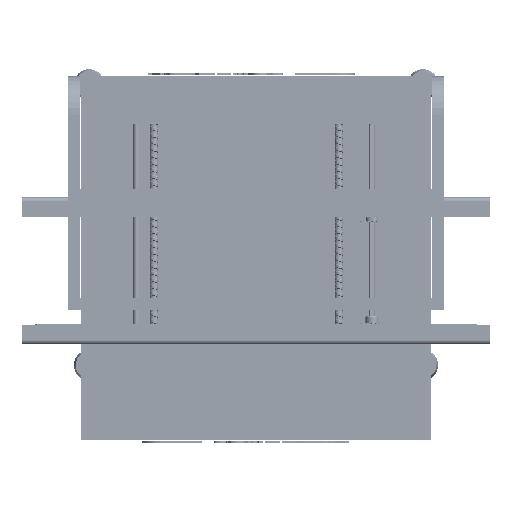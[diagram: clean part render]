
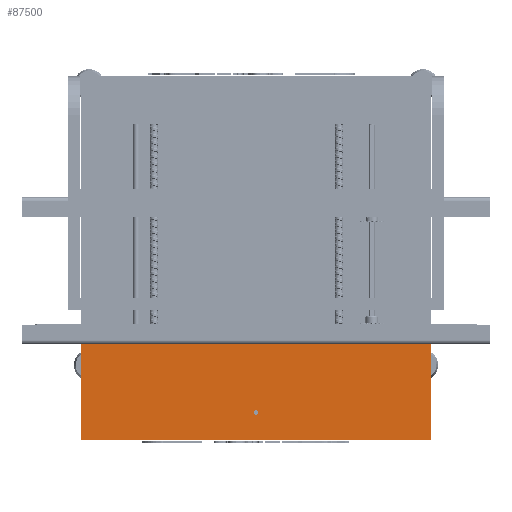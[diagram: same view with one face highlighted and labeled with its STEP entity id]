
A CAD part, front view. The second image highlights one B-rep face of the part: STEP entity #87500.
In plain terms, the highlighted face is planar.
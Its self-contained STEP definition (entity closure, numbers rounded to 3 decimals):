
#1100 = EDGE_CURVE ( 'NONE', #14775, #92949, #17925, .T. ) ;
#8628 = VECTOR ( 'NONE', #29997, 1000. ) ;
#9087 = ORIENTED_EDGE ( 'NONE', *, *, #136435, .T. ) ;
#10524 = LINE ( 'NONE', #119180, #8628 ) ;
#13184 = VERTEX_POINT ( 'NONE', #40318 ) ;
#14775 = VERTEX_POINT ( 'NONE', #26316 ) ;
#17723 = VECTOR ( 'NONE', #47482, 1000. ) ;
#17925 = CIRCLE ( 'NONE', #135094, 6. ) ;
#26316 = CARTESIAN_POINT ( 'NONE',  ( 176., 188., 442. ) ) ;
#29997 = DIRECTION ( 'NONE',  ( 0., 0., -1. ) ) ;
#33784 = DIRECTION ( 'NONE',  ( 1., 0., 0. ) ) ;
#34508 = FACE_OUTER_BOUND ( 'NONE', #50331, .T. ) ;
#34818 = CARTESIAN_POINT ( 'NONE',  ( 0., 188., 0. ) ) ;
#35768 = CARTESIAN_POINT ( 'NONE',  ( 176., 188., 454. ) ) ;
#35823 = CARTESIAN_POINT ( 'NONE',  ( 176., 188., 448. ) ) ;
#37403 = LINE ( 'NONE', #133808, #48954 ) ;
#40318 = CARTESIAN_POINT ( 'NONE',  ( 246., 188., 0. ) ) ;
#44130 = AXIS2_PLACEMENT_3D ( 'NONE', #56072, #89889, #33784 ) ;
#45562 = VERTEX_POINT ( 'NONE', #34818 ) ;
#46769 = LINE ( 'NONE', #112260, #17723 ) ;
#47482 = DIRECTION ( 'NONE',  ( 1., 0., 0. ) ) ;
#48954 = VECTOR ( 'NONE', #113667, 1000. ) ;
#50331 = EDGE_LOOP ( 'NONE', ( #75266, #85178, #9087, #78568 ) ) ;
#51361 = DIRECTION ( 'NONE',  ( 0., 0., -1. ) ) ;
#55654 = VERTEX_POINT ( 'NONE', #98272 ) ;
#56072 = CARTESIAN_POINT ( 'NONE',  ( 0., 188., 896. ) ) ;
#56624 = DIRECTION ( 'NONE',  ( 0., 0., 1. ) ) ;
#57377 = DIRECTION ( 'NONE',  ( 0., 1., 0. ) ) ;
#64327 = CARTESIAN_POINT ( 'NONE',  ( 0., 188., 896. ) ) ;
#65444 = PLANE ( 'NONE',  #44130 ) ;
#66742 = DIRECTION ( 'NONE',  ( 0., 1., 0. ) ) ;
#70314 = EDGE_CURVE ( 'NONE', #79957, #45562, #10524, .T. ) ;
#70345 = DIRECTION ( 'NONE',  ( 0., 0., 1. ) ) ;
#75266 = ORIENTED_EDGE ( 'NONE', *, *, #127943, .F. ) ;
#75800 = LINE ( 'NONE', #96677, #136179 ) ;
#77303 = EDGE_LOOP ( 'NONE', ( #110641, #130965 ) ) ;
#78568 = ORIENTED_EDGE ( 'NONE', *, *, #108000, .T. ) ;
#79957 = VERTEX_POINT ( 'NONE', #64327 ) ;
#85178 = ORIENTED_EDGE ( 'NONE', *, *, #70314, .F. ) ;
#87500 = ADVANCED_FACE ( 'NONE', ( #88477, #34508 ), #65444, .T. ) ;
#88477 = FACE_BOUND ( 'NONE', #77303, .T. ) ;
#89043 = AXIS2_PLACEMENT_3D ( 'NONE', #122828, #66742, #56624 ) ;
#89889 = DIRECTION ( 'NONE',  ( 0., 1., 0. ) ) ;
#92949 = VERTEX_POINT ( 'NONE', #35768 ) ;
#96677 = CARTESIAN_POINT ( 'NONE',  ( 246., 188., 896. ) ) ;
#98272 = CARTESIAN_POINT ( 'NONE',  ( 246., 188., 896. ) ) ;
#108000 = EDGE_CURVE ( 'NONE', #55654, #13184, #75800, .T. ) ;
#110641 = ORIENTED_EDGE ( 'NONE', *, *, #121669, .F. ) ;
#112260 = CARTESIAN_POINT ( 'NONE',  ( 0., 188., 896. ) ) ;
#113667 = DIRECTION ( 'NONE',  ( 1., 0., 0. ) ) ;
#116657 = CIRCLE ( 'NONE', #89043, 6. ) ;
#119180 = CARTESIAN_POINT ( 'NONE',  ( 0., 188., 896. ) ) ;
#121669 = EDGE_CURVE ( 'NONE', #92949, #14775, #116657, .T. ) ;
#122828 = CARTESIAN_POINT ( 'NONE',  ( 176., 188., 448. ) ) ;
#127943 = EDGE_CURVE ( 'NONE', #45562, #13184, #37403, .T. ) ;
#130965 = ORIENTED_EDGE ( 'NONE', *, *, #1100, .F. ) ;
#133808 = CARTESIAN_POINT ( 'NONE',  ( 0., 188., 0. ) ) ;
#135094 = AXIS2_PLACEMENT_3D ( 'NONE', #35823, #57377, #70345 ) ;
#136179 = VECTOR ( 'NONE', #51361, 1000. ) ;
#136435 = EDGE_CURVE ( 'NONE', #79957, #55654, #46769, .T. ) ;
